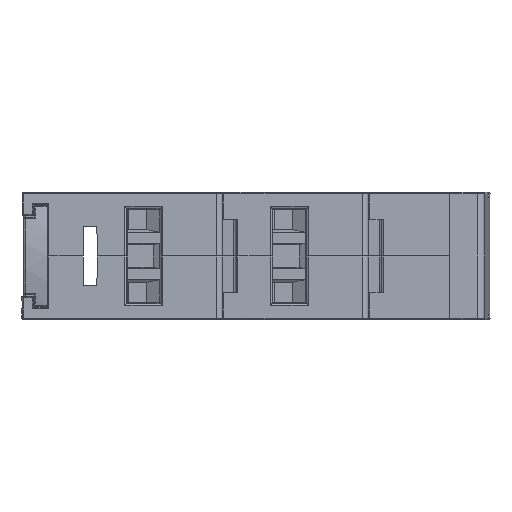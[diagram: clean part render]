
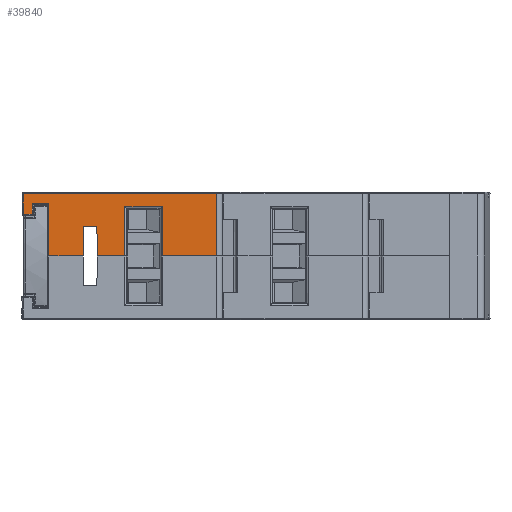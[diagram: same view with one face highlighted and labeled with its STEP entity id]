
A CAD part, front view. The second image highlights one B-rep face of the part: STEP entity #39840.
In plain terms, the highlighted planar face has unit normal (0, -1, 0).
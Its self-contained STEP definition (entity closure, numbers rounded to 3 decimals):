
#24 = DIRECTION ( 'NONE',  ( -1., 0., 0. ) ) ;
#276 = VECTOR ( 'NONE', #45414, 1000. ) ;
#744 = DIRECTION ( 'NONE',  ( 0., 0., -1. ) ) ;
#860 = DIRECTION ( 'NONE',  ( 1., 0., 0. ) ) ;
#1577 = VERTEX_POINT ( 'NONE', #22263 ) ;
#2127 = ORIENTED_EDGE ( 'NONE', *, *, #31815, .T. ) ;
#2793 = VERTEX_POINT ( 'NONE', #43428 ) ;
#3056 = VECTOR ( 'NONE', #9084, 1000. ) ;
#3765 = EDGE_LOOP ( 'NONE', ( #30971, #5503, #47683, #36983, #38253, #2127, #14410, #44575, #44471, #50519, #29916, #34502, #29243, #33219, #25351, #48663 ) ) ;
#5503 = ORIENTED_EDGE ( 'NONE', *, *, #27033, .T. ) ;
#5555 = DIRECTION ( 'NONE',  ( 1., 0., 0. ) ) ;
#6059 = CARTESIAN_POINT ( 'NONE',  ( -41.001, -50.719, 6.475 ) ) ;
#6145 = EDGE_CURVE ( 'NONE', #47963, #21454, #22993, .T. ) ;
#7358 = LINE ( 'NONE', #40859, #3056 ) ;
#7633 = CARTESIAN_POINT ( 'NONE',  ( -41.801, -50.719, 8.025 ) ) ;
#7987 = CARTESIAN_POINT ( 'NONE',  ( -64.801, -50.719, 6.475 ) ) ;
#8500 = VERTEX_POINT ( 'NONE', #12696 ) ;
#9084 = DIRECTION ( 'NONE',  ( 1., 0., 0. ) ) ;
#9111 = VECTOR ( 'NONE', #860, 1000. ) ;
#9607 = LINE ( 'NONE', #36267, #50320 ) ;
#10826 = CARTESIAN_POINT ( 'NONE',  ( -67.101, -50.719, 8.025 ) ) ;
#10928 = VECTOR ( 'NONE', #15526, 1000. ) ;
#11262 = CARTESIAN_POINT ( 'NONE',  ( -54.385, -50.719, 8.025 ) ) ;
#12087 = VERTEX_POINT ( 'NONE', #50955 ) ;
#12594 = CARTESIAN_POINT ( 'NONE',  ( -41.001, -50.719, -0.725 ) ) ;
#12696 = CARTESIAN_POINT ( 'NONE',  ( -67.101, -50.719, 6.475 ) ) ;
#13830 = CARTESIAN_POINT ( 'NONE',  ( -41.001, -50.719, 7.825 ) ) ;
#14410 = ORIENTED_EDGE ( 'NONE', *, *, #25540, .T. ) ;
#14662 = VERTEX_POINT ( 'NONE', #40964 ) ;
#14759 = VECTOR ( 'NONE', #34014, 1000. ) ;
#15526 = DIRECTION ( 'NONE',  ( 0., 0., -1. ) ) ;
#16102 = EDGE_CURVE ( 'NONE', #21454, #26073, #7358, .T. ) ;
#16292 = LINE ( 'NONE', #13830, #36072 ) ;
#17136 = VECTOR ( 'NONE', #47126, 1000. ) ;
#17355 = CARTESIAN_POINT ( 'NONE',  ( -58.219, -50.719, 3.275 ) ) ;
#18024 = EDGE_CURVE ( 'NONE', #26073, #41647, #9607, .T. ) ;
#18141 = DIRECTION ( 'NONE',  ( -1., 0., 0. ) ) ;
#18933 = CARTESIAN_POINT ( 'NONE',  ( -54.385, -50.719, 6.008 ) ) ;
#19565 = DIRECTION ( 'NONE',  ( 0., 1., 0. ) ) ;
#20050 = VECTOR ( 'NONE', #51040, 1000. ) ;
#20090 = AXIS2_PLACEMENT_3D ( 'NONE', #23726, #19565, #24 ) ;
#20406 = LINE ( 'NONE', #30665, #23495 ) ;
#21403 = VECTOR ( 'NONE', #37211, 1000. ) ;
#21454 = VERTEX_POINT ( 'NONE', #18933 ) ;
#22026 = VECTOR ( 'NONE', #35028, 1000. ) ;
#22263 = CARTESIAN_POINT ( 'NONE',  ( -68.301, -50.719, 7.825 ) ) ;
#22666 = LINE ( 'NONE', #42603, #10928 ) ;
#22859 = CARTESIAN_POINT ( 'NONE',  ( -49.218, -50.719, 6.008 ) ) ;
#22870 = CARTESIAN_POINT ( 'NONE',  ( -41.001, -50.719, 3.275 ) ) ;
#22993 = LINE ( 'NONE', #11262, #36031 ) ;
#23327 = LINE ( 'NONE', #43590, #9111 ) ;
#23495 = VECTOR ( 'NONE', #50610, 1000. ) ;
#23726 = CARTESIAN_POINT ( 'NONE',  ( -41.001, -50.719, 8.025 ) ) ;
#23835 = VECTOR ( 'NONE', #47859, 1000. ) ;
#24037 = LINE ( 'NONE', #10826, #14759 ) ;
#24660 = VERTEX_POINT ( 'NONE', #39682 ) ;
#25351 = ORIENTED_EDGE ( 'NONE', *, *, #16102, .T. ) ;
#25429 = EDGE_CURVE ( 'NONE', #14662, #2793, #42440, .T. ) ;
#25540 = EDGE_CURVE ( 'NONE', #8500, #31466, #43082, .T. ) ;
#26073 = VERTEX_POINT ( 'NONE', #22859 ) ;
#26112 = CARTESIAN_POINT ( 'NONE',  ( -41.001, -50.719, -0.725 ) ) ;
#26360 = EDGE_CURVE ( 'NONE', #29539, #24660, #41759, .T. ) ;
#27033 = EDGE_CURVE ( 'NONE', #43202, #12087, #49686, .T. ) ;
#27554 = PLANE ( 'NONE',  #20090 ) ;
#28889 = VECTOR ( 'NONE', #39911, 1000. ) ;
#29099 = CARTESIAN_POINT ( 'NONE',  ( -60.041, -50.719, 8.191 ) ) ;
#29243 = ORIENTED_EDGE ( 'NONE', *, *, #41370, .T. ) ;
#29539 = VERTEX_POINT ( 'NONE', #40297 ) ;
#29916 = ORIENTED_EDGE ( 'NONE', *, *, #50035, .F. ) ;
#30115 = LINE ( 'NONE', #12594, #28889 ) ;
#30665 = CARTESIAN_POINT ( 'NONE',  ( -58.259, -50.719, 7.874 ) ) ;
#30749 = CARTESIAN_POINT ( 'NONE',  ( -58.184, -50.719, -0.725 ) ) ;
#30850 = EDGE_CURVE ( 'NONE', #34753, #38416, #20406, .T. ) ;
#30971 = ORIENTED_EDGE ( 'NONE', *, *, #38048, .T. ) ;
#31466 = VERTEX_POINT ( 'NONE', #7987 ) ;
#31815 = EDGE_CURVE ( 'NONE', #2793, #8500, #24037, .T. ) ;
#31875 = CARTESIAN_POINT ( 'NONE',  ( -68.301, -50.719, 8.025 ) ) ;
#32640 = VECTOR ( 'NONE', #5555, 1000. ) ;
#32707 = EDGE_CURVE ( 'NONE', #33066, #24660, #23327, .T. ) ;
#33066 = VERTEX_POINT ( 'NONE', #35244 ) ;
#33068 = EDGE_CURVE ( 'NONE', #31466, #33066, #22666, .T. ) ;
#33219 = ORIENTED_EDGE ( 'NONE', *, *, #6145, .T. ) ;
#33895 = EDGE_CURVE ( 'NONE', #1577, #14662, #43576, .T. ) ;
#34014 = DIRECTION ( 'NONE',  ( 0., 0., 1. ) ) ;
#34502 = ORIENTED_EDGE ( 'NONE', *, *, #30850, .F. ) ;
#34753 = VERTEX_POINT ( 'NONE', #30749 ) ;
#35028 = DIRECTION ( 'NONE',  ( -1., 0., 0. ) ) ;
#35244 = CARTESIAN_POINT ( 'NONE',  ( -64.801, -50.719, -0.725 ) ) ;
#36031 = VECTOR ( 'NONE', #43365, 1000. ) ;
#36072 = VECTOR ( 'NONE', #18141, 1000. ) ;
#36267 = CARTESIAN_POINT ( 'NONE',  ( -49.218, -50.719, 8.025 ) ) ;
#36983 = ORIENTED_EDGE ( 'NONE', *, *, #33895, .T. ) ;
#37211 = DIRECTION ( 'NONE',  ( -0.009, 0., -1. ) ) ;
#38048 = EDGE_CURVE ( 'NONE', #41647, #43202, #42152, .T. ) ;
#38253 = ORIENTED_EDGE ( 'NONE', *, *, #25429, .T. ) ;
#38416 = VERTEX_POINT ( 'NONE', #17355 ) ;
#39682 = CARTESIAN_POINT ( 'NONE',  ( -60.119, -50.719, -0.725 ) ) ;
#39840 = ADVANCED_FACE ( 'NONE', ( #40139 ), #27554, .F. ) ;
#39911 = DIRECTION ( 'NONE',  ( 1., 0., 0. ) ) ;
#40094 = CARTESIAN_POINT ( 'NONE',  ( -41.001, -50.719, 4.975 ) ) ;
#40139 = FACE_OUTER_BOUND ( 'NONE', #3765, .T. ) ;
#40297 = CARTESIAN_POINT ( 'NONE',  ( -60.084, -50.719, 3.275 ) ) ;
#40859 = CARTESIAN_POINT ( 'NONE',  ( -41.001, -50.719, 6.008 ) ) ;
#40964 = CARTESIAN_POINT ( 'NONE',  ( -68.301, -50.719, 4.975 ) ) ;
#41270 = CARTESIAN_POINT ( 'NONE',  ( -49.218, -50.719, -0.725 ) ) ;
#41370 = EDGE_CURVE ( 'NONE', #34753, #47963, #30115, .T. ) ;
#41647 = VERTEX_POINT ( 'NONE', #41270 ) ;
#41759 = LINE ( 'NONE', #29099, #21403 ) ;
#42152 = LINE ( 'NONE', #26112, #276 ) ;
#42440 = LINE ( 'NONE', #40094, #17136 ) ;
#42603 = CARTESIAN_POINT ( 'NONE',  ( -64.801, -50.719, 8.025 ) ) ;
#42679 = CARTESIAN_POINT ( 'NONE',  ( -54.385, -50.719, -0.725 ) ) ;
#43082 = LINE ( 'NONE', #6059, #32640 ) ;
#43202 = VERTEX_POINT ( 'NONE', #47496 ) ;
#43365 = DIRECTION ( 'NONE',  ( 0., 0., 1. ) ) ;
#43428 = CARTESIAN_POINT ( 'NONE',  ( -67.101, -50.719, 4.975 ) ) ;
#43576 = LINE ( 'NONE', #31875, #23835 ) ;
#43590 = CARTESIAN_POINT ( 'NONE',  ( -41.001, -50.719, -0.725 ) ) ;
#44272 = LINE ( 'NONE', #22870, #22026 ) ;
#44433 = EDGE_CURVE ( 'NONE', #12087, #1577, #16292, .T. ) ;
#44471 = ORIENTED_EDGE ( 'NONE', *, *, #32707, .T. ) ;
#44575 = ORIENTED_EDGE ( 'NONE', *, *, #33068, .T. ) ;
#45414 = DIRECTION ( 'NONE',  ( 1., 0., 0. ) ) ;
#47126 = DIRECTION ( 'NONE',  ( 1., 0., 0. ) ) ;
#47496 = CARTESIAN_POINT ( 'NONE',  ( -41.801, -50.719, -0.725 ) ) ;
#47683 = ORIENTED_EDGE ( 'NONE', *, *, #44433, .T. ) ;
#47859 = DIRECTION ( 'NONE',  ( 0., 0., -1. ) ) ;
#47963 = VERTEX_POINT ( 'NONE', #42679 ) ;
#48663 = ORIENTED_EDGE ( 'NONE', *, *, #18024, .T. ) ;
#49686 = LINE ( 'NONE', #7633, #20050 ) ;
#50035 = EDGE_CURVE ( 'NONE', #38416, #29539, #44272, .T. ) ;
#50320 = VECTOR ( 'NONE', #744, 1000. ) ;
#50519 = ORIENTED_EDGE ( 'NONE', *, *, #26360, .F. ) ;
#50610 = DIRECTION ( 'NONE',  ( -0.009, 0., 1. ) ) ;
#50955 = CARTESIAN_POINT ( 'NONE',  ( -41.801, -50.719, 7.825 ) ) ;
#51040 = DIRECTION ( 'NONE',  ( 0., 0., 1. ) ) ;
